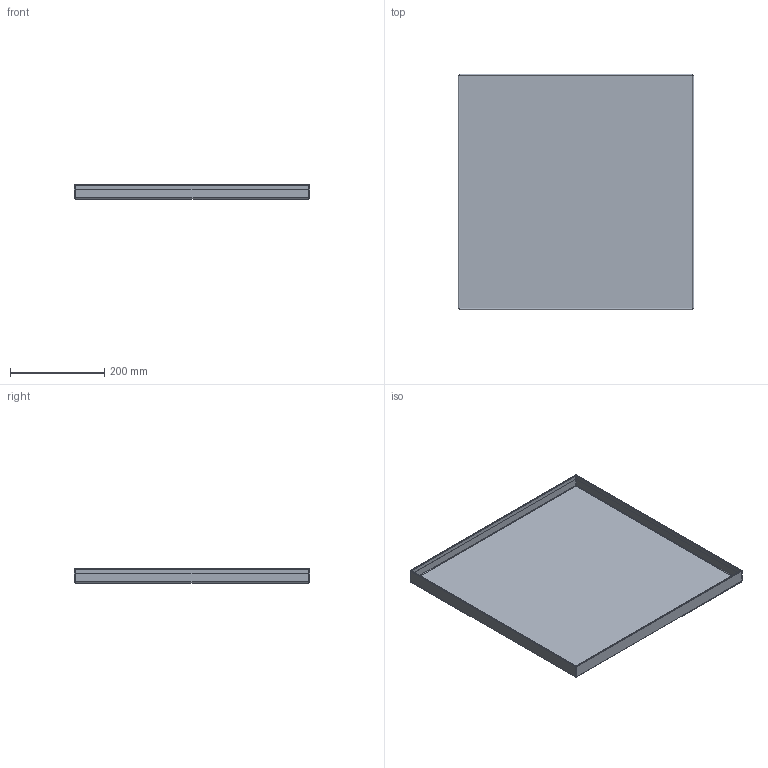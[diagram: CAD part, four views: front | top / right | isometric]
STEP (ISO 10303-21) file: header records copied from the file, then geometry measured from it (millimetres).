
FILE_DESCRIPTION(/* description */ ('STEP AP214'),/* implementation_level */ '2;1');
FILE_NAME(/* name */ '68caa2dc13354ddc30445c4a',/* time_stamp */ '2025-09-17T12:00:29Z',/* author */ (''),/* organization */ (''),/* preprocessor_version */ 'ST-DEVELOPER v20',/* originating_system */ 'ONSHAPE BY PTC INC, 1.203',/* authorisation */ ' ');
FILE_SCHEMA (('AUTOMOTIVE_DESIGN {1 0 10303 214 3 1 1}'));
Length unit declared in the file: metre
Products named in the file (1): Part 2
Bounding box: 500 x 500 x 30 mm (x, y, z)
Volume: 484993.5 mm3; surface area: 650120.1 mm2
Topology: 1 solids, 1 shells, 78 faces, 164 edges, 88 vertices
Faces by surface type: plane 54, cylinder 16, bspline 8
Entity records: 2866 total; most frequent: CARTESIAN_POINT 1299, ORIENTED_EDGE 328, DIRECTION 290, EDGE_CURVE 164, LINE 116, VECTOR 116, VERTEX_POINT 88, AXIS2_PLACEMENT_3D 87
